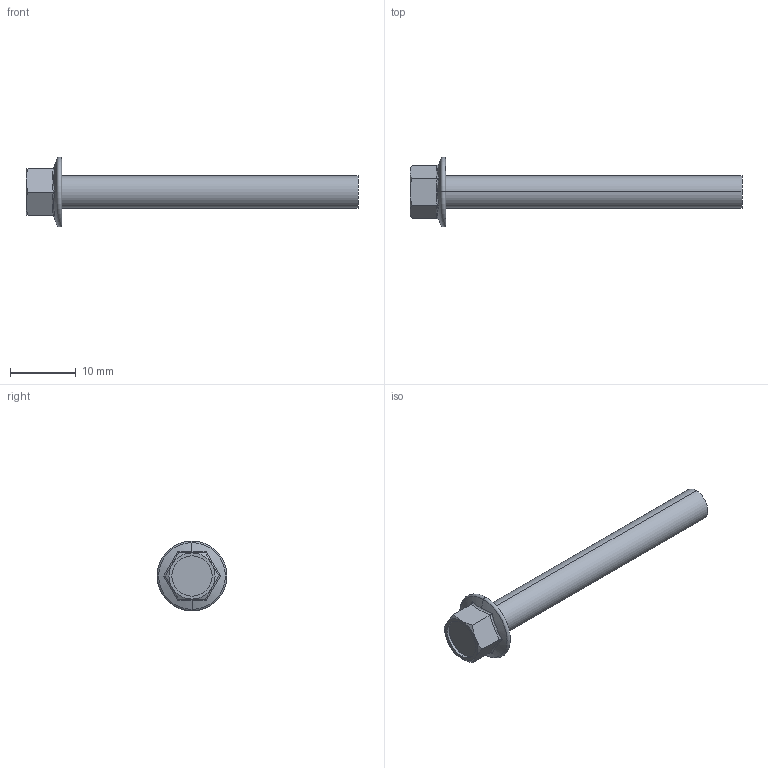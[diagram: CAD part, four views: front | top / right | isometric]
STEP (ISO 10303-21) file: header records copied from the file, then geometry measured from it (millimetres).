
FILE_DESCRIPTION (( 'STEP AP203' ), '1' );
FILE_NAME ('hex flange machine screw_am_B18.6.7M - M5 x 0.8 x 45 Indented HFMS --45C_sldprt.STEP', '2018-10-12T15:52:07', ( '' ), ( '' ), 'SwSTEP 2.0', 'SolidWorks 2017', '' );
FILE_SCHEMA (( 'CONFIG_CONTROL_DESIGN' ));
Length unit declared in the file: millimetre
Products named in the file (1): hex flange machine screw_am_B18.6.7M - M5 x 0.8 x 45 Indented HFMS --45C_sldprt
Bounding box: 50.4 x 10.6 x 10.6 mm (x, y, z)
Volume: 1138.2 mm3; surface area: 1006.5 mm2
Topology: 1 solids, 1 shells, 30 faces, 64 edges, 38 vertices
Faces by surface type: plane 10, cone 8, bspline 6, cylinder 4, torus 2
Entity records: 1037 total; most frequent: CARTESIAN_POINT 385, ORIENTED_EDGE 128, DIRECTION 102, EDGE_CURVE 64, AXIS2_PLACEMENT_3D 45, VERTEX_POINT 38, B_SPLINE_CURVE_WITH_KNOTS 32, EDGE_LOOP 32
